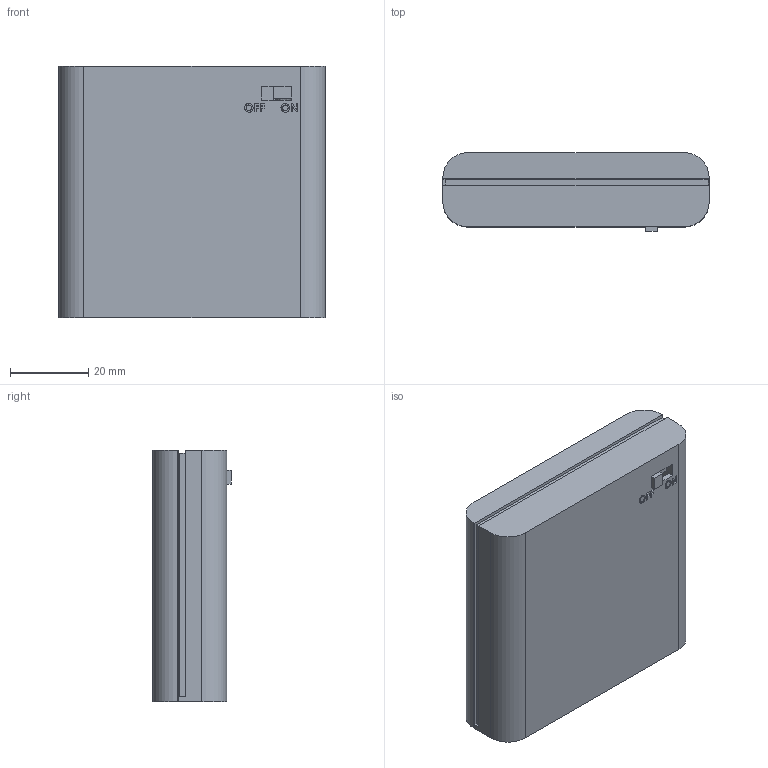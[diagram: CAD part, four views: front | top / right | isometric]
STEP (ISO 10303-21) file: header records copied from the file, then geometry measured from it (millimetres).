
FILE_DESCRIPTION (( 'STEP AP214' ), '1' );
FILE_NAME ('BATTERY PACK BASE.STEP', '2018-03-30T03:56:26', ( '' ), ( '' ), 'SwSTEP 2.0', 'SolidWorks 2017', '' );
FILE_SCHEMA (( 'AUTOMOTIVE_DESIGN' ));
Length unit declared in the file: inch
Products named in the file (1): BATTERY PACK BASE
Bounding box: 68.07 x 20.07 x 64.21 mm (x, y, z)
Surface area: 28001.6 mm2 (no closed solid volume)
Topology: 0 solids, 4 shells, 163 faces, 435 edges, 284 vertices
Faces by surface type: plane 126, bspline 26, cylinder 11
Entity records: 14651 total; most frequent: CARTESIAN_POINT 10459, ORIENTED_EDGE 862, DIRECTION 693, EDGE_CURVE 435, LINE 349, VECTOR 349, VERTEX_POINT 284, EDGE_LOOP 177
